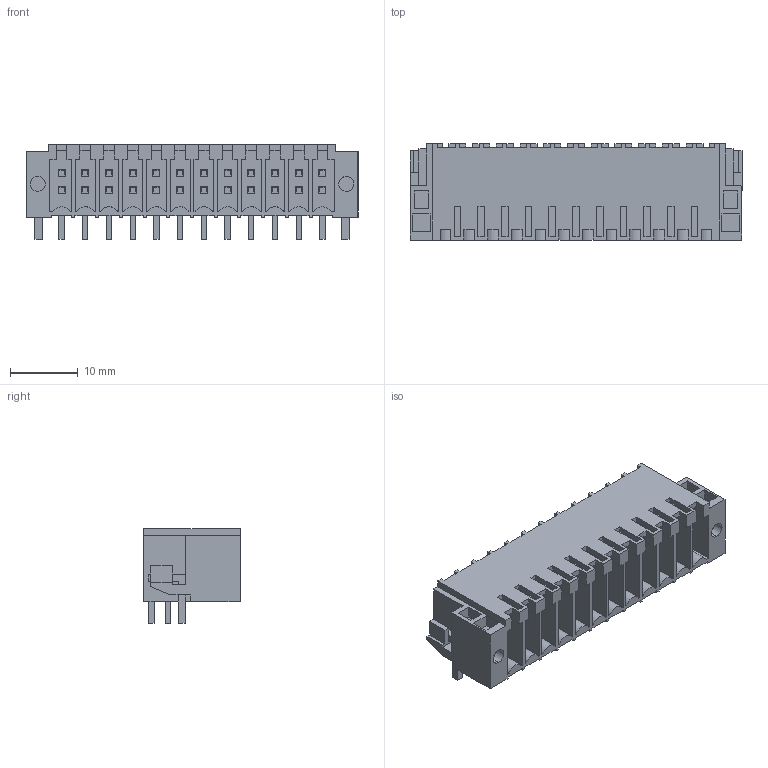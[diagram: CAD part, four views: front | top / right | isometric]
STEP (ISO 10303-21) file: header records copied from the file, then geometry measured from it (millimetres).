
FILE_DESCRIPTION(('CATIA V5 STEP Exchange','CAx-IF Rec.Pracs.--- Model Styling and Organization---1.4--- 2014-01-23'),'2;1');
FILE_NAME ('D1450648_1', '2021-06-30T09:28:24+00:00', ('none'), ('Weidmueller'), 'CATIA Version 5-6 Release 2016 SP3 HF44', 'CATIA V5 STEP AP214', 'none');
FILE_SCHEMA(('AUTOMOTIVE_DESIGN { 1 0 10303 214 1 1 1 1 }'));
Length unit declared in the file: millimetre
Products named in the file (1): 1289550000
Bounding box: 49 x 14.2 x 14 mm (x, y, z)
Volume: 3851.9 mm3; surface area: 8249.7 mm2
Topology: 27 solids, 27 shells, 976 faces, 2740 edges, 1843 vertices
Faces by surface type: plane 948, cylinder 28
Entity records: 29135 total; most frequent: ORIENTED_EDGE 5480, CARTESIAN_POINT 5200, DIRECTION 3625, EDGE_CURVE 2740, VECTOR 2682, LINE 2682, VERTEX_POINT 1843, EDGE_LOOP 1053
